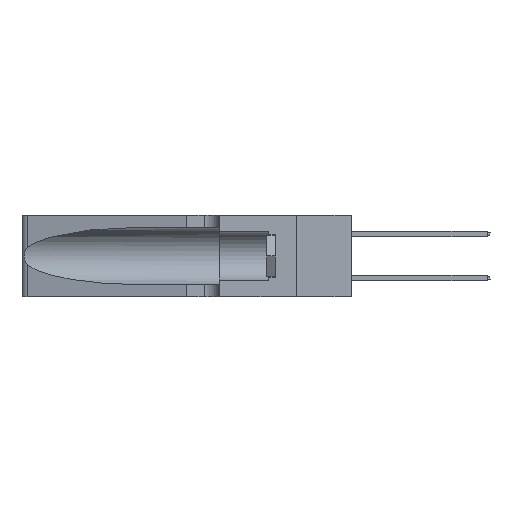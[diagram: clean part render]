
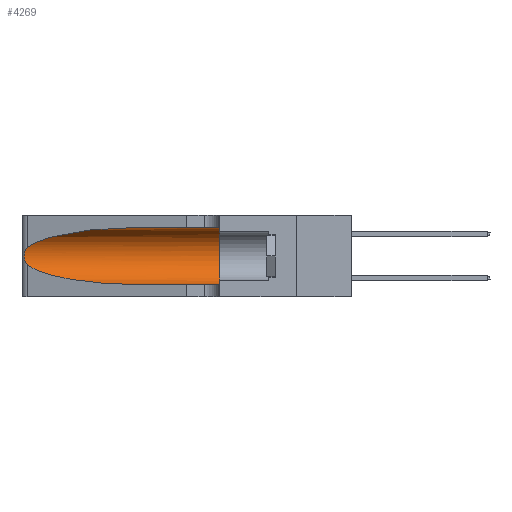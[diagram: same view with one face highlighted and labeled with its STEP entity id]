
A CAD part, left-side view. The second image highlights one B-rep face of the part: STEP entity #4269.
In plain terms, the highlighted cylindrical face has radius 3.308 mm (diameter 6.617 mm), a partial arc.
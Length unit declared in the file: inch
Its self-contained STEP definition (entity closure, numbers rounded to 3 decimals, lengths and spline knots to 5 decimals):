
#253 = VERTEX_POINT ( 'NONE', #37563 ) ;
#1830 = CARTESIAN_POINT ( 'NONE',  ( 0.18966, 0.96281, 0.05475 ) ) ;
#2444 = EDGE_CURVE ( 'NONE', #14748, #32307, #35740, .T. ) ;
#2558 = ORIENTED_EDGE ( 'NONE', *, *, #42294, .T. ) ;
#3416 = CARTESIAN_POINT ( 'NONE',  ( 0.25487, 1.22718, 0.22369 ) ) ;
#3575 = CARTESIAN_POINT ( 'NONE',  ( 0.25555, 1.22993, 0.14849 ) ) ;
#4269 = ADVANCED_FACE ( 'NONE', ( #30791 ), #10472, .F. ) ;
#5752 = VECTOR ( 'NONE', #20254, 39.37008 ) ;
#6153 = CARTESIAN_POINT ( 'NONE',  ( 0.1305, 1.61858, 0.185 ) ) ;
#6541 = CARTESIAN_POINT ( 'NONE',  ( 0.1305, 0.72297, 0.31525 ) ) ;
#7304 = CARTESIAN_POINT ( 'NONE',  ( 0.25639, 1.23184, 0.21858 ) ) ;
#8119 = AXIS2_PLACEMENT_3D ( 'NONE', #35874, #13064, #39683 ) ;
#10053 = DIRECTION ( 'NONE',  ( 0., 0., -1. ) ) ;
#10472 = CYLINDRICAL_SURFACE ( 'NONE', #47496, 0.13025 ) ;
#11201 = CARTESIAN_POINT ( 'NONE',  ( 0.25787, 1.23484, 0.2124 ) ) ;
#13064 = DIRECTION ( 'NONE',  ( 0., 1., 0. ) ) ;
#13430 = CARTESIAN_POINT ( 'NONE',  ( 0.1305, 0.35, 0.05475 ) ) ;
#13847 = CARTESIAN_POINT ( 'NONE',  ( 0.25487, 1.22718, 0.14631 ) ) ;
#14125 = VERTEX_POINT ( 'NONE', #13430 ) ;
#14316 = CARTESIAN_POINT ( 'NONE',  ( 0.25487, 1.22718, 0.22369 ) ) ;
#14748 = VERTEX_POINT ( 'NONE', #46018 ) ;
#14918 = CIRCLE ( 'NONE', #8119, 0.13025 ) ;
#15059 = CARTESIAN_POINT ( 'NONE',  ( 0.26018, 1.23835, 0.19895 ) ) ;
#15832 = ORIENTED_EDGE ( 'NONE', *, *, #19565, .F. ) ;
#15979 = LINE ( 'NONE', #46812, #5752 ) ;
#17191 = CARTESIAN_POINT ( 'NONE',  ( 0.25487, 1.22718, 0.14631 ) ) ;
#18902 = CARTESIAN_POINT ( 'NONE',  ( 0.26075, 1.23896, 0.178 ) ) ;
#19411 = ORIENTED_EDGE ( 'NONE', *, *, #33956, .T. ) ;
#19565 = EDGE_CURVE ( 'NONE', #27325, #36009, #35462, .T. ) ;
#20254 = DIRECTION ( 'NONE',  ( 0., -1., 0. ) ) ;
#20613 = CARTESIAN_POINT ( 'NONE',  ( 0.1305, 0.72297, 0.31525 ) ) ;
#21237 =( BOUNDED_CURVE ( )  B_SPLINE_CURVE ( 3, ( #6541, #29519, #37130, #14316 ),
 .UNSPECIFIED., .F., .T. ) 
 B_SPLINE_CURVE_WITH_KNOTS ( ( 4, 4 ),
 ( 1.5708, 2.84003 ),
 .UNSPECIFIED. ) 
 CURVE ( )  GEOMETRIC_REPRESENTATION_ITEM ( )  RATIONAL_B_SPLINE_CURVE ( ( 1., 0.87, 0.87, 1. ) ) 
 REPRESENTATION_ITEM ( '' )  );
#22757 = CARTESIAN_POINT ( 'NONE',  ( 0.25856, 1.23593, 0.16098 ) ) ;
#24229 = ORIENTED_EDGE ( 'NONE', *, *, #2444, .T. ) ;
#26604 = CARTESIAN_POINT ( 'NONE',  ( 0.25639, 1.23186, 0.15144 ) ) ;
#27325 = VERTEX_POINT ( 'NONE', #20613 ) ;
#28722 = CARTESIAN_POINT ( 'NONE',  ( 0.1305, 0.72297, 0.05475 ) ) ;
#29144 = DIRECTION ( 'NONE',  ( 0., -1., 0. ) ) ;
#29519 = CARTESIAN_POINT ( 'NONE',  ( 0.18966, 0.96281, 0.31525 ) ) ;
#30419 = CARTESIAN_POINT ( 'NONE',  ( 0.25487, 1.22718, 0.14631 ) ) ;
#30791 = FACE_OUTER_BOUND ( 'NONE', #41687, .T. ) ;
#32307 = VERTEX_POINT ( 'NONE', #13847 ) ;
#33956 = EDGE_CURVE ( 'NONE', #253, #14125, #15979, .T. ) ;
#34296 = VECTOR ( 'NONE', #41105, 39.37008 ) ;
#35462 = LINE ( 'NONE', #48556, #34296 ) ;
#35740 = B_SPLINE_CURVE_WITH_KNOTS ( 'NONE', 3,
 ( #3416, #45312, #7304, #11201, #37864, #15059, #41684, #18902, #45465, #22757, #49282, #26604, #3575, #30419 ),
 .UNSPECIFIED., .F., .F.,
 ( 4, 2, 2, 2, 2, 2, 4 ),
 ( 0., 0.00027, 0.00053, 0.00107, 0.0016, 0.00187, 0.00214 ),
 .UNSPECIFIED. ) ;
#35874 = CARTESIAN_POINT ( 'NONE',  ( 0.1305, 0.35, 0.185 ) ) ;
#36009 = VERTEX_POINT ( 'NONE', #36066 ) ;
#36066 = CARTESIAN_POINT ( 'NONE',  ( 0.1305, 0.35, 0.31525 ) ) ;
#36204 = EDGE_CURVE ( 'NONE', #27325, #14748, #21237, .T. ) ;
#36714 = ORIENTED_EDGE ( 'NONE', *, *, #36204, .T. ) ;
#37130 = CARTESIAN_POINT ( 'NONE',  ( 0.2373, 1.15595, 0.28018 ) ) ;
#37563 = CARTESIAN_POINT ( 'NONE',  ( 0.1305, 0.72297, 0.05475 ) ) ;
#37864 = CARTESIAN_POINT ( 'NONE',  ( 0.25854, 1.2359, 0.20912 ) ) ;
#39683 = DIRECTION ( 'NONE',  ( 0., 0., 1. ) ) ;
#39959 = CARTESIAN_POINT ( 'NONE',  ( 0.2373, 1.15595, 0.08982 ) ) ;
#41105 = DIRECTION ( 'NONE',  ( 0., -1., 0. ) ) ;
#41684 = CARTESIAN_POINT ( 'NONE',  ( 0.26075, 1.23896, 0.19203 ) ) ;
#41687 = EDGE_LOOP ( 'NONE', ( #36714, #24229, #2558, #19411, #48525, #15832 ) ) ;
#42294 = EDGE_CURVE ( 'NONE', #32307, #253, #48661, .T. ) ;
#43528 = EDGE_CURVE ( 'NONE', #36009, #14125, #14918, .T. ) ;
#45312 = CARTESIAN_POINT ( 'NONE',  ( 0.25555, 1.22994, 0.2215 ) ) ;
#45465 = CARTESIAN_POINT ( 'NONE',  ( 0.26017, 1.23833, 0.17102 ) ) ;
#46018 = CARTESIAN_POINT ( 'NONE',  ( 0.25487, 1.22718, 0.22369 ) ) ;
#46812 = CARTESIAN_POINT ( 'NONE',  ( 0.1305, 1.61858, 0.05475 ) ) ;
#47496 = AXIS2_PLACEMENT_3D ( 'NONE', #6153, #29144, #10053 ) ;
#48525 = ORIENTED_EDGE ( 'NONE', *, *, #43528, .F. ) ;
#48556 = CARTESIAN_POINT ( 'NONE',  ( 0.1305, 1.61858, 0.31525 ) ) ;
#48661 =( BOUNDED_CURVE ( )  B_SPLINE_CURVE ( 3, ( #17191, #39959, #1830, #28722 ),
 .UNSPECIFIED., .F., .F. ) 
 B_SPLINE_CURVE_WITH_KNOTS ( ( 4, 4 ),
 ( 3.44316, 4.71239 ),
 .UNSPECIFIED. ) 
 CURVE ( )  GEOMETRIC_REPRESENTATION_ITEM ( )  RATIONAL_B_SPLINE_CURVE ( ( 1., 0.87, 0.87, 1. ) ) 
 REPRESENTATION_ITEM ( '' )  );
#49282 = CARTESIAN_POINT ( 'NONE',  ( 0.25789, 1.23486, 0.15765 ) ) ;
